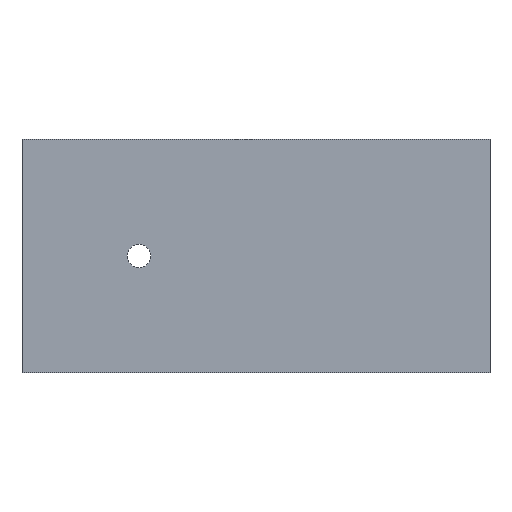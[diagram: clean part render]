
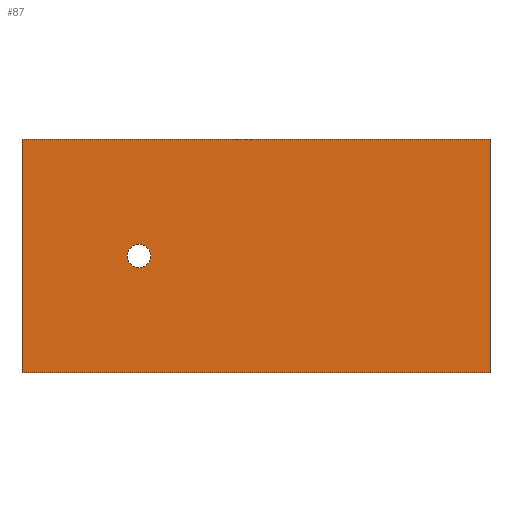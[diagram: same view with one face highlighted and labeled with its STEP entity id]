
A CAD part, top view. The second image highlights one B-rep face of the part: STEP entity #87.
In plain terms, the highlighted planar face has unit normal (0, 0, 1).
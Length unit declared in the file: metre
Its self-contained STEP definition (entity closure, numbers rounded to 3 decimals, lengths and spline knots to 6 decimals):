
#10=CARTESIAN_POINT('',(0.666667,0.0,0.0));
#11=DIRECTION('',(0.0,0.0,1.0));
#12=DIRECTION('',(1.0,0.0,0.0));
#13=AXIS2_PLACEMENT_3D('',#10,#11,#12);
#14=PLANE('',#13);
#15=CARTESIAN_POINT('',(-5.0,-5.0,0.0));
#16=VERTEX_POINT('',#15);
#17=CARTESIAN_POINT('',(-5.0,5.0,0.0));
#18=VERTEX_POINT('',#17);
#19=CARTESIAN_POINT('',(-5.0,-5.0,0.0));
#20=DIRECTION('',(0.0,1.0,0.0));
#21=VECTOR('',#20,6.0);
#22=LINE('',#19,#21);
#23=EDGE_CURVE('',#16,#18,#22,.T.);
#24=ORIENTED_EDGE('',*,*,#23,.F.);
#25=CARTESIAN_POINT('',(15.,-5.0,0.0));
#26=VERTEX_POINT('',#25);
#27=CARTESIAN_POINT('',(15.,-5.0,0.0));
#28=DIRECTION('',(-1.0,0.0,0.0));
#29=VECTOR('',#28,10.5);
#30=LINE('',#27,#29);
#31=EDGE_CURVE('',#26,#16,#30,.T.);
#32=ORIENTED_EDGE('',*,*,#31,.F.);
#33=CARTESIAN_POINT('',(15.,5.0,0.0));
#34=VERTEX_POINT('',#33);
#35=CARTESIAN_POINT('',(15.,-5.0,0.0));
#36=DIRECTION('',(0.0,1.0,0.0));
#37=VECTOR('',#36,6.0);
#38=LINE('',#35,#37);
#39=EDGE_CURVE('',#26,#34,#38,.T.);
#40=ORIENTED_EDGE('',*,*,#39,.T.);
#41=CARTESIAN_POINT('',(-5.0,5.0,0.0));
#42=DIRECTION('',(1.0,0.0,0.0));
#43=VECTOR('',#42,10.5);
#44=LINE('',#41,#43);
#45=EDGE_CURVE('',#18,#34,#44,.T.);
#46=ORIENTED_EDGE('',*,*,#45,.F.);
#47=EDGE_LOOP('',(#24,#32,#40,#46));
#48=FACE_OUTER_BOUND('',#47,.T.);
#49=CARTESIAN_POINT('',(0.0,0.5,0.0));
#50=VERTEX_POINT('',#49);
#51=CARTESIAN_POINT('',(0.5,0.0,0.0));
#52=VERTEX_POINT('',#51);
#53=CARTESIAN_POINT('',(0.0,0.0,0.0));
#54=DIRECTION('',(0.0,0.0,-1.0));
#55=DIRECTION('',(0.0,1.0,0.0));
#56=AXIS2_PLACEMENT_3D('',#53,#54,#55);
#57=CIRCLE('',#56,0.5);
#58=EDGE_CURVE('',#50,#52,#57,.T.);
#59=ORIENTED_EDGE('',*,*,#58,.T.);
#60=CARTESIAN_POINT('',(0.0,-0.5,0.0));
#61=VERTEX_POINT('',#60);
#62=CARTESIAN_POINT('',(0.0,0.0,0.0));
#63=DIRECTION('',(0.0,0.0,-1.0));
#64=DIRECTION('',(1.0,0.0,0.0));
#65=AXIS2_PLACEMENT_3D('',#62,#63,#64);
#66=CIRCLE('',#65,0.5);
#67=EDGE_CURVE('',#52,#61,#66,.T.);
#68=ORIENTED_EDGE('',*,*,#67,.T.);
#69=CARTESIAN_POINT('',(-0.5,0.0,0.0));
#70=VERTEX_POINT('',#69);
#71=CARTESIAN_POINT('',(0.0,0.0,0.0));
#72=DIRECTION('',(0.0,0.0,-1.0));
#73=DIRECTION('',(0.0,-1.0,0.0));
#74=AXIS2_PLACEMENT_3D('',#71,#72,#73);
#75=CIRCLE('',#74,0.5);
#76=EDGE_CURVE('',#61,#70,#75,.T.);
#77=ORIENTED_EDGE('',*,*,#76,.T.);
#78=CARTESIAN_POINT('',(0.0,0.0,0.0));
#79=DIRECTION('',(0.0,0.0,-1.0));
#80=DIRECTION('',(-1.0,0.0,0.0));
#81=AXIS2_PLACEMENT_3D('',#78,#79,#80);
#82=CIRCLE('',#81,0.5);
#83=EDGE_CURVE('',#70,#50,#82,.T.);
#84=ORIENTED_EDGE('',*,*,#83,.T.);
#85=EDGE_LOOP('',(#59,#68,#77,#84));
#86=FACE_BOUND('',#85,.T.);
#87=ADVANCED_FACE('',(#48,#86),#14,.T.);
